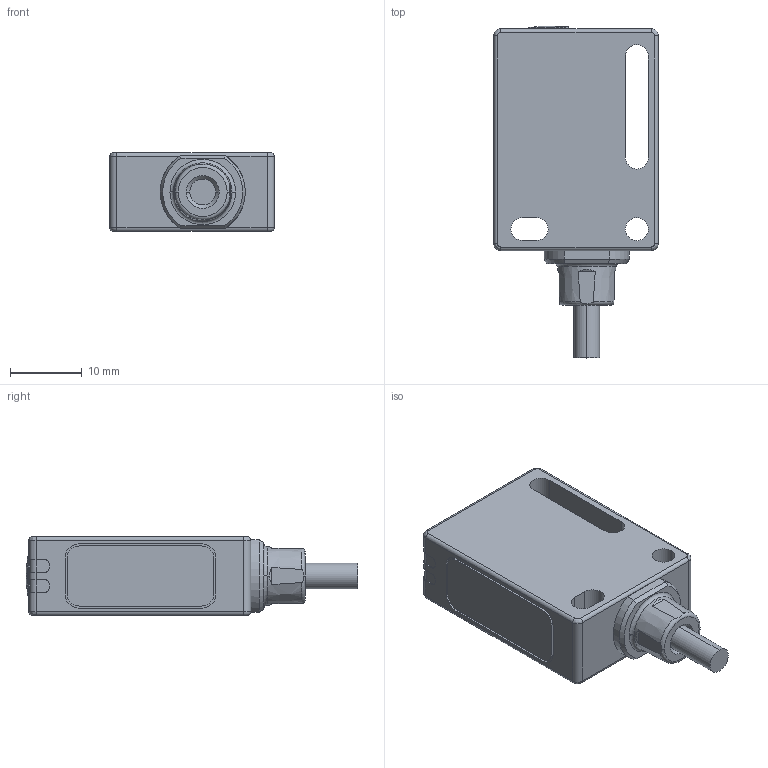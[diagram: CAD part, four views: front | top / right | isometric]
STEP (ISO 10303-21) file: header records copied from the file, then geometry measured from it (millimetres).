
FILE_DESCRIPTION((''),'2;1');
FILE_NAME('CAD1020_ML7-54G-115','2009-01-16T',('mflender'),(''),'PRO/ENGINEER BY PARAMETRIC TECHNOLOGY CORPORATION, 2006300','PRO/ENGINEER BY PARAMETRIC TECHNOLOGY CORPORATION, 2006300','');
FILE_SCHEMA(('CONFIG_CONTROL_DESIGN'));
Length unit declared in the file: millimetre
Products named in the file (1): CAD1020_ML7-54G-115
Bounding box: 23 x 46.4 x 11 mm (x, y, z)
Volume: 7526.6 mm3; surface area: 3435.5 mm2
Topology: 1 solids, 1 shells, 156 faces, 437 edges, 300 vertices
Faces by surface type: plane 71, cylinder 59, torus 10, cone 9, bspline 6, sphere 1
Entity records: 7106 total; most frequent: CARTESIAN_POINT 1255, DIRECTION 858, ORIENTED_EDGE 842, PRESENTATION_STYLE_ASSIGNMENT 475, STYLED_ITEM 446, CURVE_STYLE 440, EDGE_CURVE 421, AXIS2_PLACEMENT_3D 318
